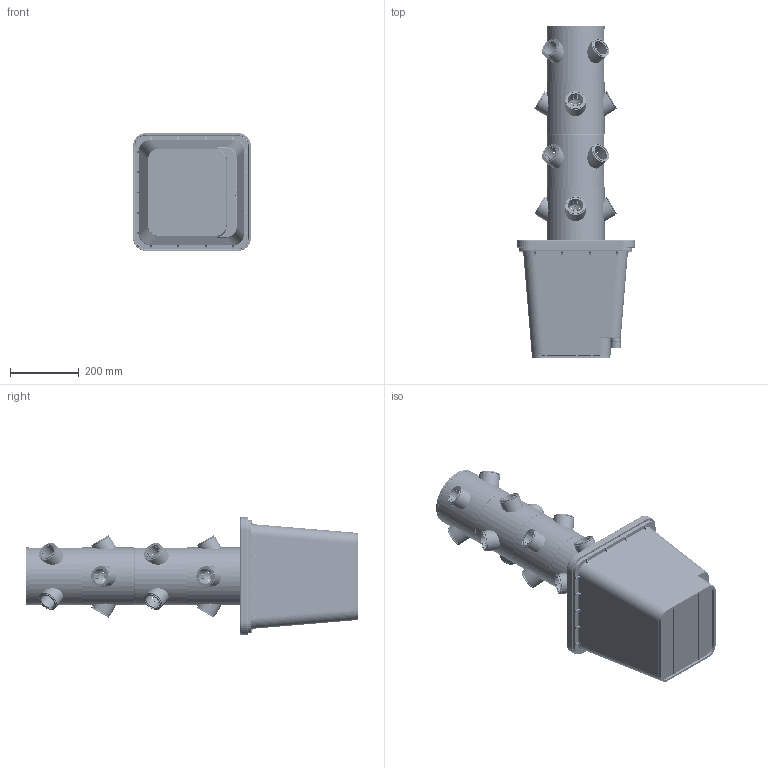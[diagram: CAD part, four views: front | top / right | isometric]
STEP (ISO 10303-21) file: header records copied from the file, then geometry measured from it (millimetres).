
FILE_DESCRIPTION(/* description */ (''),/* implementation_level */ '2;1');
FILE_NAME(/* name */ '3D Printed Modular Hydroponic System.step',/* time_stamp */ '2023-11-15T11:26:56+01:00',/* author */ (''),/* organization */ (''),/* preprocessor_version */ 'ST-DEVELOPER v20',/* originating_system */ 'Autodesk Translation Framework v12.14.0.127',/* authorisation */ '');
FILE_SCHEMA (('AUTOMOTIVE_DESIGN { 1 0 10303 214 3 1 1 }'));
Products named in the file (10): 3D Printed Modular Hydroponic System; Plant Module Variant 1; Deep Water Culture(DWC); Threaded Cap Cover; Main Container; Plain; Cover; Pipe Spray; Net Pots; Net Pots (1)
Assembly tree (9 placements, depth 3):
  3D Printed Modular Hydroponic System
    Plant Module Variant 1
    Deep Water Culture(DWC)
      Threaded Cap Cover
      Main Container
      Plain
    Cover
    Pipe Spray
    Net Pots
    Net Pots (1)
Bounding box: 342.9 x 963.58 x 342.9 mm (x, y, z)
Volume: 7247522.1 mm3; surface area: 2540596.6 mm2
Topology: 37 solids, 37 shells, 3447 faces, 9559 edges, 6087 vertices
Faces by surface type: plane 1374, cylinder 1003, bspline 736, sphere 145, torus 133, cone 56
Full cylindrical faces by diameter (mm): 4 x208, 5 x96, 5.08 x16, 7.112 x32, 7.184 x32, 15 x2, 15.87 x2, 15.875 x1, 17.2 x4, 20 x8, 20.587 x8, 22.22 x1, 22.225 x4, 22.911 x7, 28.575 x2, 45 x20, 49 x20, 51 x4, 51.994 x16, 54 x16, 55 x4, 58 x16, 60.325 x16, 146.4 x1, 152.4 x4, 158.75 x1, 168.275 x5, 174 x1
Entity records: 161163 total; most frequent: CARTESIAN_POINT 73627, ORIENTED_EDGE 18902, DIRECTION 16765, EDGE_CURVE 9451, AXIS2_PLACEMENT_3D 6532, VERTEX_POINT 6087, EDGE_LOOP 4692, LINE 3701
